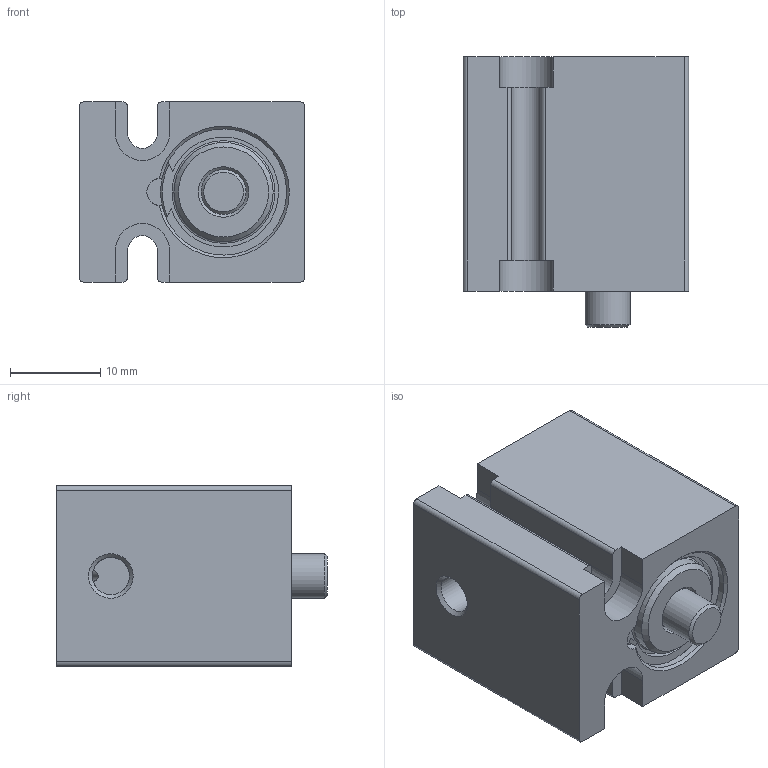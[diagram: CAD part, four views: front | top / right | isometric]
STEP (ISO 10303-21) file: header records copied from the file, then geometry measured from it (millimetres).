
FILE_DESCRIPTION((''),'2;1');
FILE_NAME('RS012.010.GS.L.stp','2014-07-23T11:53:09',('carlo.corazza'),(''),'Autodesk Inventor 2012','Autodesk Inventor 2012','');
FILE_SCHEMA(('AUTOMOTIVE_DESIGN { 1 0 10303 214 1 1 1 1 }'));
Length unit declared in the file: millimetre
Products named in the file (4): RS012.010.GS.L; CORPO; STELO; TA
Assembly tree (3 placements, depth 2):
  RS012.010.GS.L
    CORPO
    STELO
    TA
Bounding box: 25 x 30 x 20 mm (x, y, z)
Volume: 12405.5 mm3; surface area: 5388.9 mm2
Topology: 3 solids, 3 shells, 99 faces, 234 edges, 149 vertices
Faces by surface type: plane 43, cylinder 32, cone 16, torus 8
Full cylindrical faces by diameter (mm): 1.2 x1, 4.134 x1, 5 x2, 6.8 x1, 7 x2, 11 x2, 11.85 x1, 14 x1
Entity records: 2954 total; most frequent: CARTESIAN_POINT 584, DIRECTION 494, ORIENTED_EDGE 402, EDGE_CURVE 201, AXIS2_PLACEMENT_3D 199, VERTEX_POINT 146, EDGE_LOOP 139, FACE_OUTER_BOUND 99
